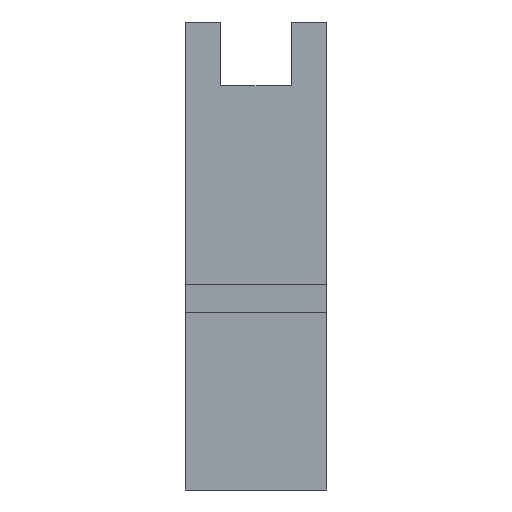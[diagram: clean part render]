
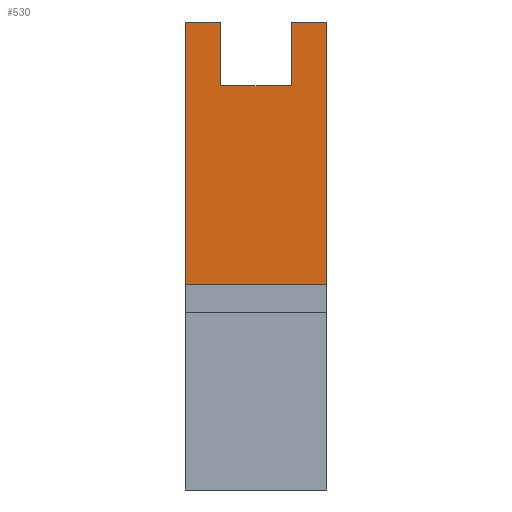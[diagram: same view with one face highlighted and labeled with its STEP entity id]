
A CAD part, left-side view. The second image highlights one B-rep face of the part: STEP entity #530.
In plain terms, the highlighted planar face has unit normal (-1, 0, 0).
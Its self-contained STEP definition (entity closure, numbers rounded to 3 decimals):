
#114=ORIENTED_EDGE('',*,*,#215,.T.);
#115=ORIENTED_EDGE('',*,*,#216,.F.);
#116=ORIENTED_EDGE('',*,*,#217,.F.);
#117=ORIENTED_EDGE('',*,*,#218,.F.);
#118=ORIENTED_EDGE('',*,*,#219,.T.);
#119=ORIENTED_EDGE('',*,*,#220,.F.);
#120=ORIENTED_EDGE('',*,*,#221,.F.);
#121=ORIENTED_EDGE('',*,*,#200,.T.);
#200=EDGE_CURVE('',#258,#259,#316,.T.);
#215=EDGE_CURVE('',#259,#270,#331,.T.);
#216=EDGE_CURVE('',#271,#270,#332,.T.);
#217=EDGE_CURVE('',#272,#271,#333,.T.);
#218=EDGE_CURVE('',#273,#272,#334,.T.);
#219=EDGE_CURVE('',#273,#274,#335,.T.);
#220=EDGE_CURVE('',#275,#274,#336,.T.);
#221=EDGE_CURVE('',#258,#275,#337,.T.);
#258=VERTEX_POINT('',#802);
#259=VERTEX_POINT('',#803);
#270=VERTEX_POINT('',#833);
#271=VERTEX_POINT('',#835);
#272=VERTEX_POINT('',#837);
#273=VERTEX_POINT('',#839);
#274=VERTEX_POINT('',#841);
#275=VERTEX_POINT('',#843);
#316=LINE('',#801,#386);
#331=LINE('',#832,#401);
#332=LINE('',#834,#402);
#333=LINE('',#836,#403);
#334=LINE('',#838,#404);
#335=LINE('',#840,#405);
#336=LINE('',#842,#406);
#337=LINE('',#844,#407);
#386=VECTOR('',#661,1.);
#401=VECTOR('',#684,1.);
#402=VECTOR('',#685,1.);
#403=VECTOR('',#686,1.);
#404=VECTOR('',#687,1.);
#405=VECTOR('',#688,1.);
#406=VECTOR('',#689,1.);
#407=VECTOR('',#690,1.);
#440=EDGE_LOOP('',(#114,#115,#116,#117,#118,#119,#120,#121));
#470=FACE_BOUND('',#440,.T.);
#500=PLANE('',#575);
#530=ADVANCED_FACE('',(#470),#500,.F.);
#575=AXIS2_PLACEMENT_3D('',#831,#682,#683);
#661=DIRECTION('',(0.,-1.,0.));
#682=DIRECTION('',(1.,0.,0.));
#683=DIRECTION('',(0.,1.,0.));
#684=DIRECTION('',(0.,0.,1.));
#685=DIRECTION('',(0.,-1.,0.));
#686=DIRECTION('',(0.,0.,1.));
#687=DIRECTION('',(0.,-1.,0.));
#688=DIRECTION('',(0.,0.,1.));
#689=DIRECTION('',(0.,-1.,0.));
#690=DIRECTION('',(0.,0.,1.));
#801=CARTESIAN_POINT('',(0.,0.5,1.45));
#802=CARTESIAN_POINT('',(0.,1.,1.45));
#803=CARTESIAN_POINT('',(0.,0.,1.45));
#831=CARTESIAN_POINT('',(0.,0.,1.45));
#832=CARTESIAN_POINT('',(0.,0.,2.375));
#833=CARTESIAN_POINT('',(0.,0.,3.3));
#834=CARTESIAN_POINT('',(0.,0.5,3.3));
#835=CARTESIAN_POINT('',(0.,0.25,3.3));
#836=CARTESIAN_POINT('',(0.,0.25,3.075));
#837=CARTESIAN_POINT('',(0.,0.25,2.85));
#838=CARTESIAN_POINT('',(0.,0.5,2.85));
#839=CARTESIAN_POINT('',(0.,0.75,2.85));
#840=CARTESIAN_POINT('',(0.,0.75,3.075));
#841=CARTESIAN_POINT('',(0.,0.75,3.3));
#842=CARTESIAN_POINT('',(0.,0.5,3.3));
#843=CARTESIAN_POINT('',(0.,1.,3.3));
#844=CARTESIAN_POINT('',(0.,1.,2.375));
